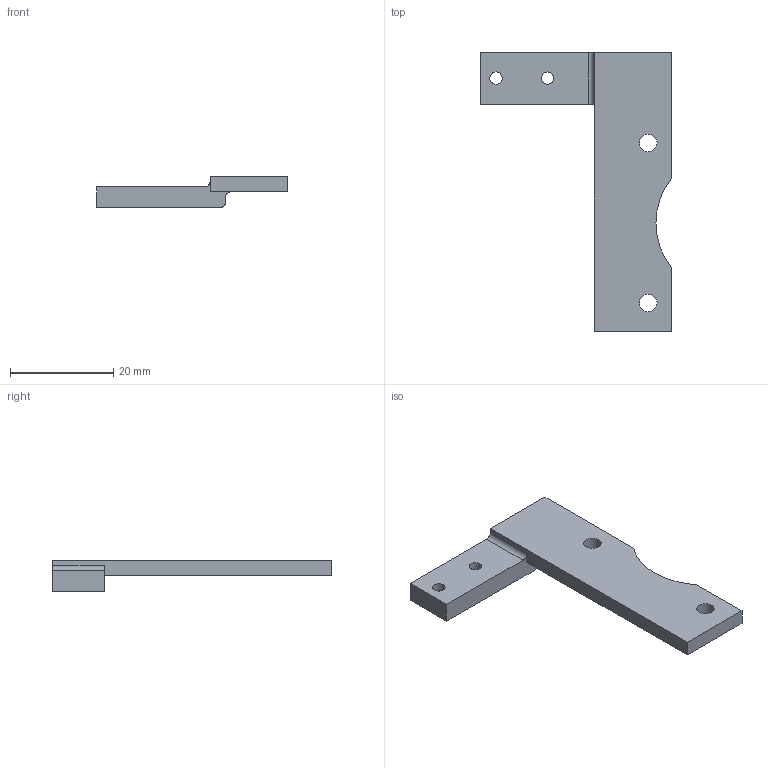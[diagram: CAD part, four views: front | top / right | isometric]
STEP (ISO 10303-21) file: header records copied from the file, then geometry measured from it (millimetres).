
FILE_DESCRIPTION(('FreeCAD Model'),'2;1');
FILE_NAME('Art1OptoFix.step', '2017-01-10T08:59:56',('Author'),(''), 'Open CASCADE STEP processor 6.8','FreeCAD','Unknown');
FILE_SCHEMA(('AUTOMOTIVE_DESIGN_CC2 { 1 2 10303 214 -1 1 5 4 }'));
Length unit declared in the file: millimetre
Products named in the file (2): ASSEMBLY; Art1OptoFix
Assembly tree (1 placements, depth 2):
  ASSEMBLY
    Art1OptoFix
Bounding box: 37 x 54 x 6 mm (x, y, z)
Volume: 3162 mm3; surface area: 2748.5 mm2
Topology: 1 solids, 1 shells, 34 faces, 90 edges, 60 vertices
Faces by surface type: plane 26, cylinder 8
Full cylindrical faces by diameter (mm): 2.4 x2, 3.4 x2
Entity records: 2265 total; most frequent: CARTESIAN_POINT 430, DIRECTION 324, LINE 210, VECTOR 210, ORIENTED_EDGE 180, PCURVE 180, DEFINITIONAL_REPRESENTATION 180, EDGE_CURVE 90
